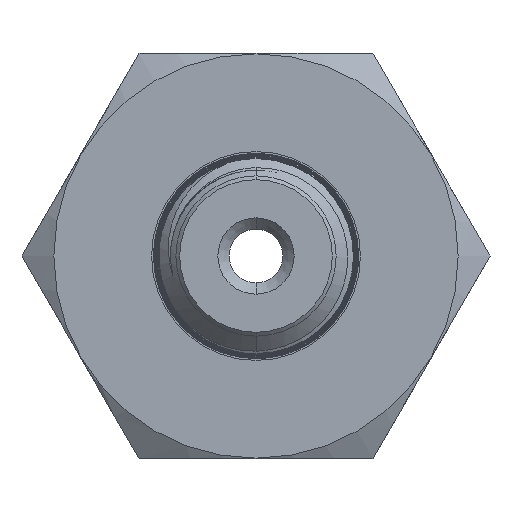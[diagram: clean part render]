
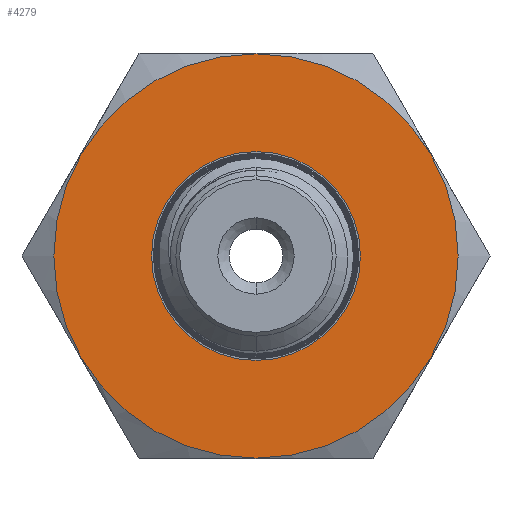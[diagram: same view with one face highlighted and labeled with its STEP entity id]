
A CAD part, left-side view. The second image highlights one B-rep face of the part: STEP entity #4279.
In plain terms, the highlighted planar face has unit normal (-1, 0, 0).
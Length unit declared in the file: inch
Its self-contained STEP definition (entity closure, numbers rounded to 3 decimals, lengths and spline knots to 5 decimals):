
#1136 = ORIENTED_EDGE ( 'NONE', *, *, #11986, .T. ) ;
#1203 = DIRECTION ( 'NONE',  ( -1., 0., 0. ) ) ;
#1208 = DIRECTION ( 'NONE',  ( 1., 0., 0. ) ) ;
#1899 = CIRCLE ( 'NONE', #5224, 0.27375 ) ;
#2084 = CARTESIAN_POINT ( 'NONE',  ( -1.5075, 0., 0. ) ) ;
#3077 = CIRCLE ( 'NONE', #8408, 0.53 ) ;
#3217 = CARTESIAN_POINT ( 'NONE',  ( -1.5075, 0., 0.53 ) ) ;
#3343 = CARTESIAN_POINT ( 'NONE',  ( -1.5075, 0., 0. ) ) ;
#4279 = ADVANCED_FACE ( 'NONE', ( #11867, #7294 ), #8754, .T. ) ;
#4756 = AXIS2_PLACEMENT_3D ( 'NONE', #10850, #1203, #5583 ) ;
#5171 = ORIENTED_EDGE ( 'NONE', *, *, #9012, .F. ) ;
#5185 = EDGE_CURVE ( 'NONE', #11765, #13659, #13588, .T. ) ;
#5224 = AXIS2_PLACEMENT_3D ( 'NONE', #11420, #7105, #11283 ) ;
#5583 = DIRECTION ( 'NONE',  ( 0., 0., 1. ) ) ;
#6442 = DIRECTION ( 'NONE',  ( 0., 0., -1. ) ) ;
#6499 = EDGE_LOOP ( 'NONE', ( #11581, #1136 ) ) ;
#6971 = CIRCLE ( 'NONE', #12675, 0.53 ) ;
#7105 = DIRECTION ( 'NONE',  ( 1., 0., 0. ) ) ;
#7294 = FACE_OUTER_BOUND ( 'NONE', #10904, .T. ) ;
#7583 = DIRECTION ( 'NONE',  ( 1., 0., 0. ) ) ;
#7858 = CARTESIAN_POINT ( 'NONE',  ( -1.5075, 0., 0.27375 ) ) ;
#8408 = AXIS2_PLACEMENT_3D ( 'NONE', #3343, #1208, #6442 ) ;
#8580 = DIRECTION ( 'NONE',  ( 0., 0., -1. ) ) ;
#8754 = PLANE ( 'NONE',  #4756 ) ;
#9012 = EDGE_CURVE ( 'NONE', #10040, #10429, #6971, .T. ) ;
#9075 = CARTESIAN_POINT ( 'NONE',  ( -1.5075, 0., -0.53 ) ) ;
#10040 = VERTEX_POINT ( 'NONE', #3217 ) ;
#10178 = ORIENTED_EDGE ( 'NONE', *, *, #13277, .F. ) ;
#10429 = VERTEX_POINT ( 'NONE', #9075 ) ;
#10481 = CARTESIAN_POINT ( 'NONE',  ( -1.5075, 0., -0.27375 ) ) ;
#10611 = DIRECTION ( 'NONE',  ( 1., 0., 0. ) ) ;
#10850 = CARTESIAN_POINT ( 'NONE',  ( -1.5075, 0.27375, 0. ) ) ;
#10904 = EDGE_LOOP ( 'NONE', ( #10178, #5171 ) ) ;
#11283 = DIRECTION ( 'NONE',  ( 0., 0., -1. ) ) ;
#11420 = CARTESIAN_POINT ( 'NONE',  ( -1.5075, 0., 0. ) ) ;
#11581 = ORIENTED_EDGE ( 'NONE', *, *, #5185, .T. ) ;
#11765 = VERTEX_POINT ( 'NONE', #10481 ) ;
#11867 = FACE_BOUND ( 'NONE', #6499, .T. ) ;
#11986 = EDGE_CURVE ( 'NONE', #13659, #11765, #1899, .T. ) ;
#12675 = AXIS2_PLACEMENT_3D ( 'NONE', #13887, #10611, #12698 ) ;
#12698 = DIRECTION ( 'NONE',  ( 0., 0., -1. ) ) ;
#12936 = AXIS2_PLACEMENT_3D ( 'NONE', #2084, #7583, #8580 ) ;
#13277 = EDGE_CURVE ( 'NONE', #10429, #10040, #3077, .T. ) ;
#13588 = CIRCLE ( 'NONE', #12936, 0.27375 ) ;
#13659 = VERTEX_POINT ( 'NONE', #7858 ) ;
#13887 = CARTESIAN_POINT ( 'NONE',  ( -1.5075, 0., 0. ) ) ;
